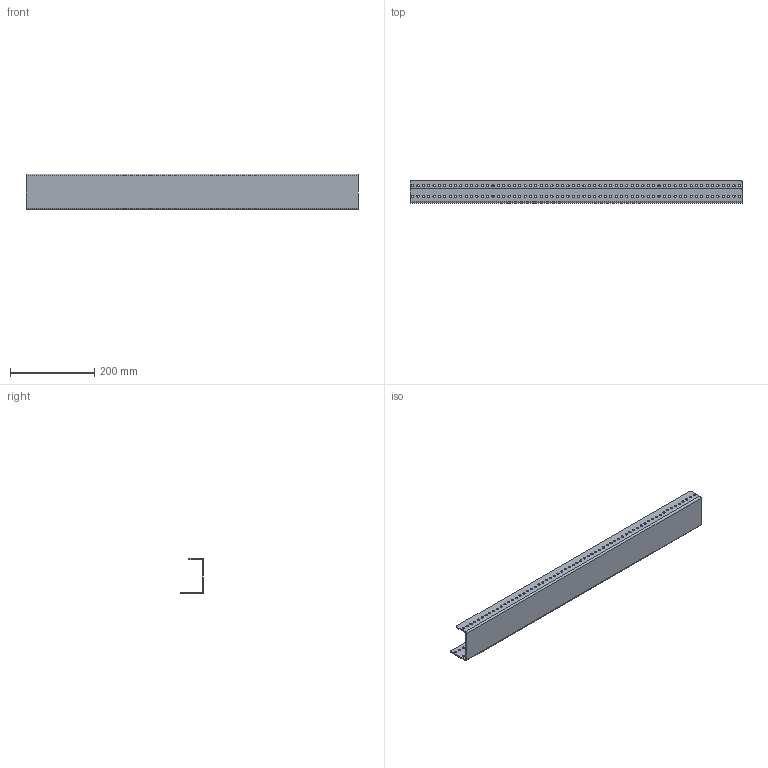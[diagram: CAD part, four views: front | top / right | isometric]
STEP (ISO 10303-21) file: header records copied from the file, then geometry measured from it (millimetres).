
FILE_DESCRIPTION (( 'STEP AP203' ), '1' );
FILE_NAME ('am-3920 AM14U Family End Plate.STEP', '2024-05-28T14:40:52', ( '' ), ( '' ), 'SwSTEP 2.0', 'SolidWorks 2024', '' );
FILE_SCHEMA (( 'CONFIG_CONTROL_DESIGN' ));
Length unit declared in the file: inch
Products named in the file (1): am-3920 AM14U Family End Plate
Bounding box: 787.4 x 53.98 x 84.58 mm (x, y, z)
Volume: 399563.3 mm3; surface area: 267620.6 mm2
Topology: 1 solids, 1 shells, 398 faces, 1172 edges, 776 vertices
Faces by surface type: cylinder 380, plane 18
Entity records: 14531 total; most frequent: DIRECTION 2730, CARTESIAN_POINT 2347, ORIENTED_EDGE 2344, EDGE_CURVE 1172, AXIS2_PLACEMENT_3D 1159, VERTEX_POINT 776, EDGE_LOOP 770, CIRCLE 760
